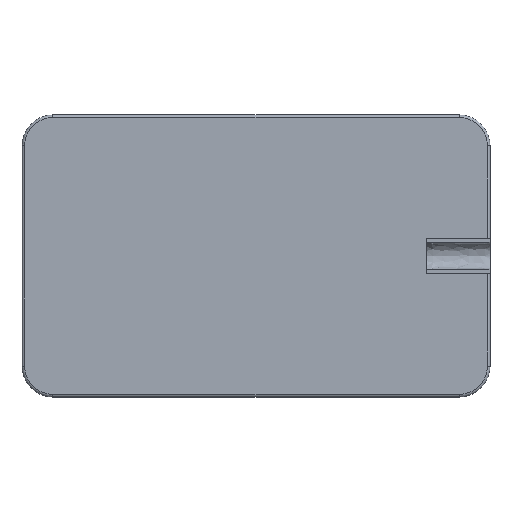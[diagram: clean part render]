
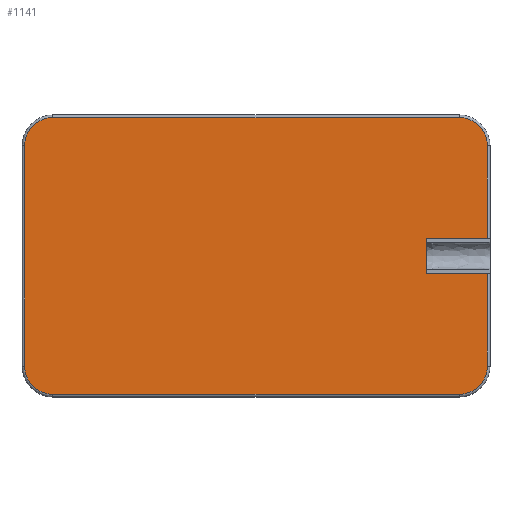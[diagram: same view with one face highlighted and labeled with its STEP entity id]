
A CAD part, top view. The second image highlights one B-rep face of the part: STEP entity #1141.
In plain terms, the highlighted planar face has unit normal (0, 0, 1).
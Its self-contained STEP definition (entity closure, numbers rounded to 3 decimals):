
#311=CARTESIAN_POINT('',(29.839,3.436,-22.26));
#312=VERTEX_POINT('',#311);
#319=CARTESIAN_POINT('',(29.839,-3.436,-22.26));
#320=VERTEX_POINT('',#319);
#321=CARTESIAN_POINT('',(29.839,-3.436,-22.26));
#322=DIRECTION('',(0.,1.,0.));
#323=VECTOR('',#322,6.872);
#324=LINE('',#321,#323);
#325=EDGE_CURVE('',#320,#312,#324,.T.);
#1043=CARTESIAN_POINT('',(-3.087,-0.,-22.26));
#1044=DIRECTION('',(0.,0.,-1.));
#1045=DIRECTION('',(-1.,0.,0.));
#1046=AXIS2_PLACEMENT_3D('',#1043,#1044,#1045);
#1047=PLANE('',#1046);
#1048=CARTESIAN_POINT('',(41.708,3.436,-22.26));
#1049=VERTEX_POINT('',#1048);
#1050=CARTESIAN_POINT('',(29.839,3.436,-22.26));
#1051=DIRECTION('',(1.,0.,-0.));
#1052=VECTOR('',#1051,11.869);
#1053=LINE('',#1050,#1052);
#1054=EDGE_CURVE('',#312,#1049,#1053,.T.);
#1055=ORIENTED_EDGE('',*,*,#1054,.T.);
#1056=CARTESIAN_POINT('',(41.708,21.311,-22.26));
#1057=VERTEX_POINT('',#1056);
#1058=CARTESIAN_POINT('',(41.708,3.436,-22.26));
#1059=DIRECTION('',(0.,1.,-0.));
#1060=VECTOR('',#1059,17.875);
#1061=LINE('',#1058,#1060);
#1062=EDGE_CURVE('',#1049,#1057,#1061,.T.);
#1063=ORIENTED_EDGE('',*,*,#1062,.T.);
#1064=CARTESIAN_POINT('',(36.224,26.795,-22.26));
#1065=VERTEX_POINT('',#1064);
#1066=CARTESIAN_POINT('',(36.224,21.311,-22.26));
#1067=DIRECTION('',(-0.,-0.,1.));
#1068=DIRECTION('',(-1.,0.,0.));
#1069=AXIS2_PLACEMENT_3D('',#1066,#1067,#1068);
#1070=CIRCLE('',#1069,5.484);
#1071=EDGE_CURVE('',#1057,#1065,#1070,.T.);
#1072=ORIENTED_EDGE('',*,*,#1071,.T.);
#1073=CARTESIAN_POINT('',(-42.398,26.795,-22.26));
#1074=VERTEX_POINT('',#1073);
#1075=CARTESIAN_POINT('',(36.224,26.795,-22.26));
#1076=DIRECTION('',(-1.,0.,0.));
#1077=VECTOR('',#1076,78.623);
#1078=LINE('',#1075,#1077);
#1079=EDGE_CURVE('',#1065,#1074,#1078,.T.);
#1080=ORIENTED_EDGE('',*,*,#1079,.T.);
#1081=CARTESIAN_POINT('',(-47.882,21.311,-22.26));
#1082=VERTEX_POINT('',#1081);
#1083=CARTESIAN_POINT('',(-42.398,21.311,-22.26));
#1084=DIRECTION('',(-0.,-0.,1.));
#1085=DIRECTION('',(-1.,0.,0.));
#1086=AXIS2_PLACEMENT_3D('',#1083,#1084,#1085);
#1087=CIRCLE('',#1086,5.484);
#1088=EDGE_CURVE('',#1074,#1082,#1087,.T.);
#1089=ORIENTED_EDGE('',*,*,#1088,.T.);
#1090=CARTESIAN_POINT('',(-47.882,-21.311,-22.26));
#1091=VERTEX_POINT('',#1090);
#1092=CARTESIAN_POINT('',(-47.882,21.311,-22.26));
#1093=DIRECTION('',(0.,-1.,0.));
#1094=VECTOR('',#1093,42.623);
#1095=LINE('',#1092,#1094);
#1096=EDGE_CURVE('',#1082,#1091,#1095,.T.);
#1097=ORIENTED_EDGE('',*,*,#1096,.T.);
#1098=CARTESIAN_POINT('',(-42.398,-26.795,-22.26));
#1099=VERTEX_POINT('',#1098);
#1100=CARTESIAN_POINT('',(-42.398,-21.311,-22.26));
#1101=DIRECTION('',(-0.,-0.,1.));
#1102=DIRECTION('',(-1.,0.,0.));
#1103=AXIS2_PLACEMENT_3D('',#1100,#1101,#1102);
#1104=CIRCLE('',#1103,5.484);
#1105=EDGE_CURVE('',#1091,#1099,#1104,.T.);
#1106=ORIENTED_EDGE('',*,*,#1105,.T.);
#1107=CARTESIAN_POINT('',(36.224,-26.795,-22.26));
#1108=VERTEX_POINT('',#1107);
#1109=CARTESIAN_POINT('',(-42.398,-26.795,-22.26));
#1110=DIRECTION('',(1.,-0.,-0.));
#1111=VECTOR('',#1110,78.623);
#1112=LINE('',#1109,#1111);
#1113=EDGE_CURVE('',#1099,#1108,#1112,.T.);
#1114=ORIENTED_EDGE('',*,*,#1113,.T.);
#1115=CARTESIAN_POINT('',(41.708,-21.311,-22.26));
#1116=VERTEX_POINT('',#1115);
#1117=CARTESIAN_POINT('',(36.224,-21.311,-22.26));
#1118=DIRECTION('',(-0.,-0.,1.));
#1119=DIRECTION('',(-1.,0.,0.));
#1120=AXIS2_PLACEMENT_3D('',#1117,#1118,#1119);
#1121=CIRCLE('',#1120,5.484);
#1122=EDGE_CURVE('',#1108,#1116,#1121,.T.);
#1123=ORIENTED_EDGE('',*,*,#1122,.T.);
#1124=CARTESIAN_POINT('',(41.708,-3.436,-22.26));
#1125=VERTEX_POINT('',#1124);
#1126=CARTESIAN_POINT('',(41.708,-21.311,-22.26));
#1127=DIRECTION('',(0.,1.,-0.));
#1128=VECTOR('',#1127,17.875);
#1129=LINE('',#1126,#1128);
#1130=EDGE_CURVE('',#1116,#1125,#1129,.T.);
#1131=ORIENTED_EDGE('',*,*,#1130,.T.);
#1132=CARTESIAN_POINT('',(41.708,-3.436,-22.26));
#1133=DIRECTION('',(-1.,0.,0.));
#1134=VECTOR('',#1133,11.869);
#1135=LINE('',#1132,#1134);
#1136=EDGE_CURVE('',#1125,#320,#1135,.T.);
#1137=ORIENTED_EDGE('',*,*,#1136,.T.);
#1138=ORIENTED_EDGE('',*,*,#325,.T.);
#1139=EDGE_LOOP('',(#1055,#1063,#1072,#1080,#1089,#1097,#1106,#1114,#1123,#1131,#1137,#1138));
#1140=FACE_BOUND('',#1139,.T.);
#1141=ADVANCED_FACE('',(#1140),#1047,.F.);
